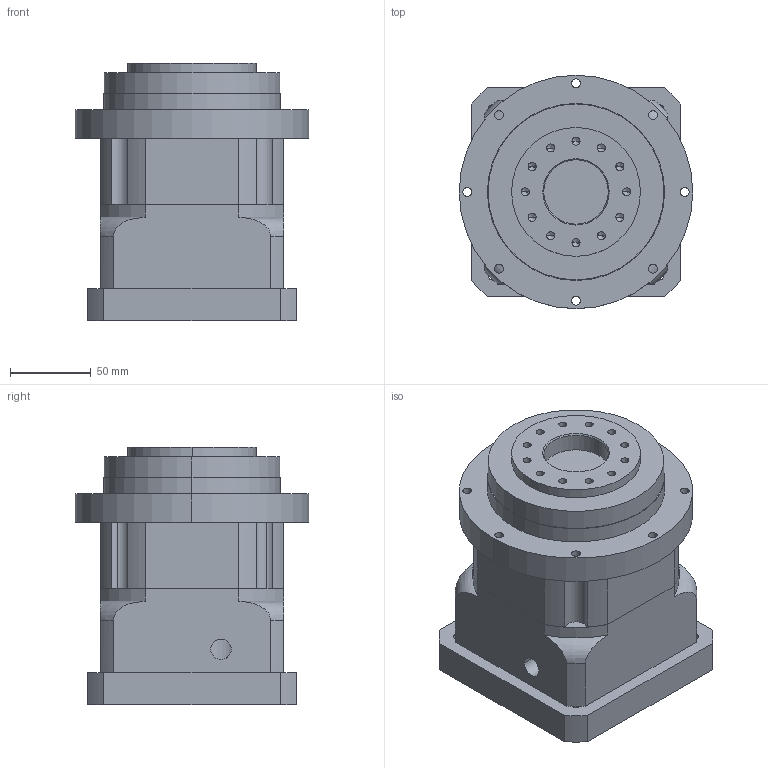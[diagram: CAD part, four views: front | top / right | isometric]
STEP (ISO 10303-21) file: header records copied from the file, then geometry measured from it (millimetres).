
FILE_DESCRIPTION (( 'STEP AP214' ), '1' );
FILE_NAME ('DF120-L1-XX-22-110-145-M8_2019.STEP', '2019-03-14T03:48:20', ( 'Y' ), ( 'NCU' ), 'SwSTEP 2.0', 'SolidWorks 2016', '' );
FILE_SCHEMA (( 'AUTOMOTIVE_DESIGN' ));
Length unit declared in the file: millimetre
Products named in the file (1): DF120-L1-XX-22-110-145-M8_2019
Bounding box: 145 x 145 x 160 mm (x, y, z)
Volume: 1788456.5 mm3; surface area: 212299.4 mm2
Topology: 3 solids, 15 shells, 417 faces, 962 edges, 598 vertices
Faces by surface type: cylinder 182, plane 165, cone 66, torus 4
Entity records: 12990 total; most frequent: CARTESIAN_POINT 2334, DIRECTION 2156, ORIENTED_EDGE 1860, EDGE_CURVE 930, AXIS2_PLACEMENT_3D 820, VERTEX_POINT 598, LINE 516, VECTOR 516
